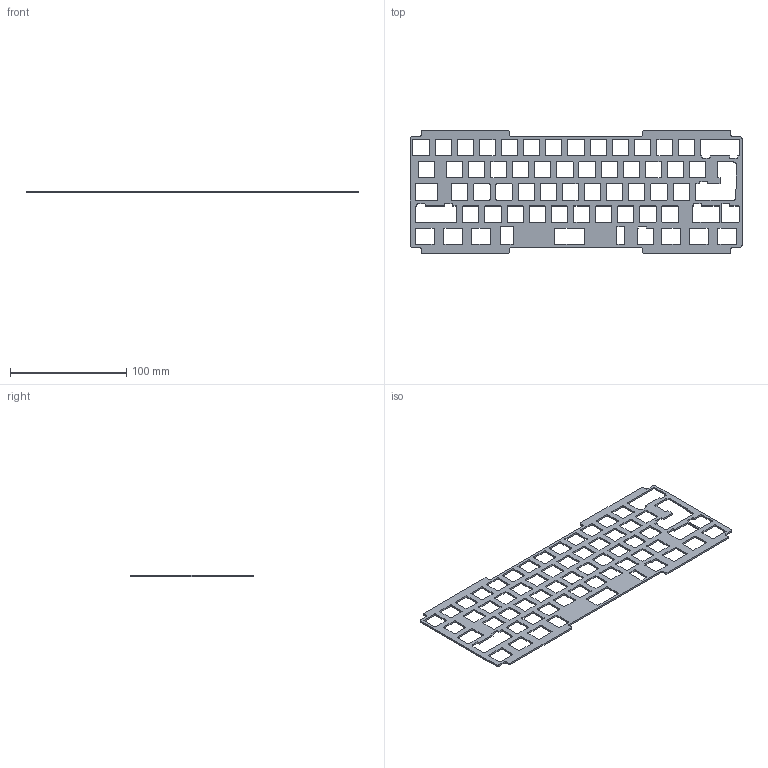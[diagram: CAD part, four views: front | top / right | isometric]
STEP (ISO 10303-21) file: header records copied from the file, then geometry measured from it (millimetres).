
FILE_DESCRIPTION(/* description */ (''),/* implementation_level */ '2;1');
FILE_NAME(/* name */ 'plate.universal.pc-withoutFlexcuts.step',/* time_stamp */ '2022-08-03T12:33:36-04:00',/* author */ (''),/* organization */ (''),/* preprocessor_version */ 'ST-DEVELOPER v19',/* originating_system */ 'Autodesk Translation Framework v11.7.0.108',/* authorisation */ '');
FILE_SCHEMA (('AUTOMOTIVE_DESIGN { 1 0 10303 214 3 1 1 }'));
Length unit declared in the file: millimetre
Products named in the file (1): plate.universal.pc-withoutFlexcuts
Bounding box: 285.75 x 105.2 x 1.5 mm (x, y, z)
Volume: 21989.8 mm3; surface area: 36111.3 mm2
Topology: 1 solids, 1 shells, 599 faces, 1791 edges, 1194 vertices
Faces by surface type: plane 312, cylinder 287
Entity records: 20591 total; most frequent: CARTESIAN_POINT 3585, ORIENTED_EDGE 3582, DIRECTION 3565, EDGE_CURVE 1791, LINE 1217, VECTOR 1217, VERTEX_POINT 1194, AXIS2_PLACEMENT_3D 1174
